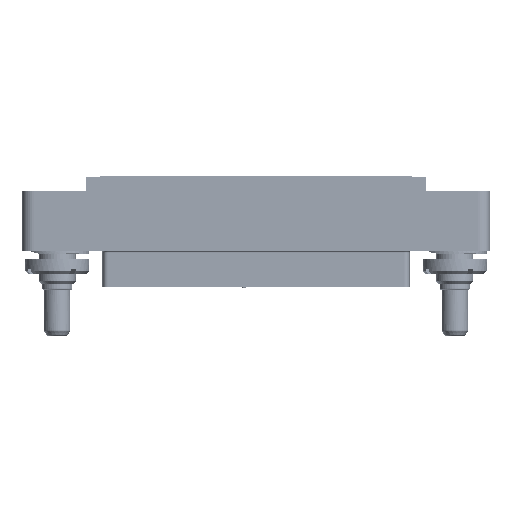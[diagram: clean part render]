
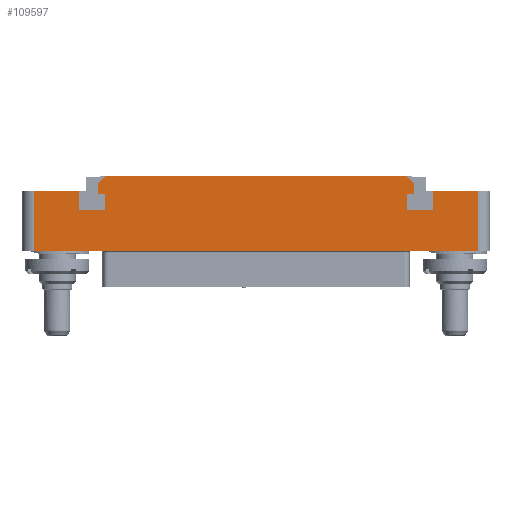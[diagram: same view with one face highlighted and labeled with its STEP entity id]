
A CAD part, top view. The second image highlights one B-rep face of the part: STEP entity #109597.
In plain terms, the highlighted planar face has unit normal (0, 0, 1).
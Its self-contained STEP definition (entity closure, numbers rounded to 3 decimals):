
#1=DIRECTION('',(-1.,0.,0.));
#2=VECTOR('',#1,76.);
#3=CARTESIAN_POINT('',(38.,0.,7.));
#4=LINE('',#3,#2);
#5=DIRECTION('',(1.,0.,0.));
#6=VECTOR('',#5,7.8);
#7=CARTESIAN_POINT('',(-38.,10.25,7.));
#8=LINE('',#7,#6);
#9=DIRECTION('',(0.,-1.,0.));
#10=VECTOR('',#9,3.2);
#11=CARTESIAN_POINT('',(-30.2,10.25,7.));
#12=LINE('',#11,#10);
#13=DIRECTION('',(1.,0.,0.));
#14=VECTOR('',#13,4.4);
#15=CARTESIAN_POINT('',(-30.2,7.05,7.));
#16=LINE('',#15,#14);
#17=DIRECTION('',(0.,1.,0.));
#18=VECTOR('',#17,2.6);
#19=CARTESIAN_POINT('',(-25.8,7.05,7.));
#20=LINE('',#19,#18);
#21=DIRECTION('',(-1.,0.,0.));
#22=VECTOR('',#21,1.2);
#23=CARTESIAN_POINT('',(-25.8,9.65,7.));
#24=LINE('',#23,#22);
#25=DIRECTION('',(0.,-1.,0.));
#26=VECTOR('',#25,1.9);
#27=CARTESIAN_POINT('',(-27.,11.55,7.));
#28=LINE('',#27,#26);
#29=DIRECTION('',(1.,0.,0.));
#30=VECTOR('',#29,51.6);
#31=CARTESIAN_POINT('',(-25.8,12.75,7.));
#32=LINE('',#31,#30);
#33=DIRECTION('',(0.,-1.,0.));
#34=VECTOR('',#33,1.9);
#35=CARTESIAN_POINT('',(27.,11.55,7.));
#36=LINE('',#35,#34);
#37=DIRECTION('',(-1.,0.,0.));
#38=VECTOR('',#37,1.2);
#39=CARTESIAN_POINT('',(27.,9.65,7.));
#40=LINE('',#39,#38);
#41=DIRECTION('',(0.,-1.,0.));
#42=VECTOR('',#41,2.6);
#43=CARTESIAN_POINT('',(25.8,9.65,7.));
#44=LINE('',#43,#42);
#45=DIRECTION('',(1.,0.,0.));
#46=VECTOR('',#45,4.4);
#47=CARTESIAN_POINT('',(25.8,7.05,7.));
#48=LINE('',#47,#46);
#49=DIRECTION('',(0.,1.,0.));
#50=VECTOR('',#49,3.2);
#51=CARTESIAN_POINT('',(30.2,7.05,7.));
#52=LINE('',#51,#50);
#53=DIRECTION('',(1.,0.,0.));
#54=VECTOR('',#53,7.8);
#55=CARTESIAN_POINT('',(30.2,10.25,7.));
#56=LINE('',#55,#54);
#57=DIRECTION('',(0.,1.,0.));
#58=VECTOR('',#57,10.25);
#59=CARTESIAN_POINT('',(38.,0.,7.));
#60=LINE('',#59,#58);
#357=DIRECTION('',(0.707,-0.707,0.));
#358=VECTOR('',#357,1.697);
#359=CARTESIAN_POINT('',(25.8,12.75,7.));
#360=LINE('',#359,#358);
#397=DIRECTION('',(-0.707,-0.707,0.));
#398=VECTOR('',#397,1.697);
#399=CARTESIAN_POINT('',(-25.8,12.75,7.));
#400=LINE('',#399,#398);
#519=DIRECTION('',(0.,-1.,0.));
#520=VECTOR('',#519,10.25);
#521=CARTESIAN_POINT('',(-38.,10.25,7.));
#522=LINE('',#521,#520);
#93190=CARTESIAN_POINT('',(-30.2,10.25,7.));
#93191=CARTESIAN_POINT('',(-30.2,7.05,7.));
#93192=VERTEX_POINT('',#93190);
#93193=VERTEX_POINT('',#93191);
#93194=CARTESIAN_POINT('',(-25.8,7.05,7.));
#93195=VERTEX_POINT('',#93194);
#93196=CARTESIAN_POINT('',(-25.8,9.65,7.));
#93197=VERTEX_POINT('',#93196);
#93198=CARTESIAN_POINT('',(-27.,9.65,7.));
#93199=VERTEX_POINT('',#93198);
#93200=CARTESIAN_POINT('',(27.,9.65,7.));
#93201=CARTESIAN_POINT('',(25.8,9.65,7.));
#93202=VERTEX_POINT('',#93200);
#93203=VERTEX_POINT('',#93201);
#93204=CARTESIAN_POINT('',(25.8,7.05,7.));
#93205=VERTEX_POINT('',#93204);
#93206=CARTESIAN_POINT('',(30.2,7.05,7.));
#93207=VERTEX_POINT('',#93206);
#93208=CARTESIAN_POINT('',(30.2,10.25,7.));
#93209=VERTEX_POINT('',#93208);
#93214=CARTESIAN_POINT('',(-27.,11.55,7.));
#93216=VERTEX_POINT('',#93214);
#93218=CARTESIAN_POINT('',(-25.8,12.75,7.));
#93219=VERTEX_POINT('',#93218);
#93220=CARTESIAN_POINT('',(27.,11.55,7.));
#93222=VERTEX_POINT('',#93220);
#93224=CARTESIAN_POINT('',(25.8,12.75,7.));
#93225=VERTEX_POINT('',#93224);
#93302=CARTESIAN_POINT('',(38.,0.,7.));
#93303=CARTESIAN_POINT('',(38.,10.25,7.));
#93304=VERTEX_POINT('',#93302);
#93305=VERTEX_POINT('',#93303);
#93310=CARTESIAN_POINT('',(-38.,10.25,7.));
#93311=CARTESIAN_POINT('',(-38.,0.,7.));
#93312=VERTEX_POINT('',#93310);
#93313=VERTEX_POINT('',#93311);
#109554=CARTESIAN_POINT('',(0.,0.,7.));
#109555=DIRECTION('',(0.,0.,-1.));
#109556=DIRECTION('',(-1.,0.,0.));
#109557=AXIS2_PLACEMENT_3D('',#109554,#109555,#109556);
#109558=PLANE('',#109557);
#109560=ORIENTED_EDGE('',*,*,#109559,.F.);
#109562=ORIENTED_EDGE('',*,*,#109561,.T.);
#109564=ORIENTED_EDGE('',*,*,#109563,.F.);
#109566=ORIENTED_EDGE('',*,*,#109565,.T.);
#109568=ORIENTED_EDGE('',*,*,#109567,.T.);
#109570=ORIENTED_EDGE('',*,*,#109569,.T.);
#109572=ORIENTED_EDGE('',*,*,#109571,.T.);
#109574=ORIENTED_EDGE('',*,*,#109573,.T.);
#109576=ORIENTED_EDGE('',*,*,#109575,.F.);
#109578=ORIENTED_EDGE('',*,*,#109577,.F.);
#109580=ORIENTED_EDGE('',*,*,#109579,.T.);
#109582=ORIENTED_EDGE('',*,*,#109581,.T.);
#109584=ORIENTED_EDGE('',*,*,#109583,.T.);
#109586=ORIENTED_EDGE('',*,*,#109585,.T.);
#109588=ORIENTED_EDGE('',*,*,#109587,.T.);
#109590=ORIENTED_EDGE('',*,*,#109589,.T.);
#109592=ORIENTED_EDGE('',*,*,#109591,.T.);
#109594=ORIENTED_EDGE('',*,*,#109593,.T.);
#109595=EDGE_LOOP('',(#109560,#109562,#109564,#109566,#109568,#109570,#109572,
#109574,#109576,#109578,#109580,#109582,#109584,#109586,#109588,#109590,#109592,
#109594));
#109596=FACE_OUTER_BOUND('',#109595,.F.);
#109597=ADVANCED_FACE('',(#109596),#109558,.F.);
#109559=EDGE_CURVE('',#93304,#93305,#60,.T.);
#109561=EDGE_CURVE('',#93304,#93313,#4,.T.);
#109563=EDGE_CURVE('',#93312,#93313,#522,.T.);
#109565=EDGE_CURVE('',#93312,#93192,#8,.T.);
#109567=EDGE_CURVE('',#93192,#93193,#12,.T.);
#109569=EDGE_CURVE('',#93193,#93195,#16,.T.);
#109571=EDGE_CURVE('',#93195,#93197,#20,.T.);
#109573=EDGE_CURVE('',#93197,#93199,#24,.T.);
#109575=EDGE_CURVE('',#93216,#93199,#28,.T.);
#109577=EDGE_CURVE('',#93219,#93216,#400,.T.);
#109579=EDGE_CURVE('',#93219,#93225,#32,.T.);
#109581=EDGE_CURVE('',#93225,#93222,#360,.T.);
#109583=EDGE_CURVE('',#93222,#93202,#36,.T.);
#109585=EDGE_CURVE('',#93202,#93203,#40,.T.);
#109587=EDGE_CURVE('',#93203,#93205,#44,.T.);
#109589=EDGE_CURVE('',#93205,#93207,#48,.T.);
#109591=EDGE_CURVE('',#93207,#93209,#52,.T.);
#109593=EDGE_CURVE('',#93209,#93305,#56,.T.);
